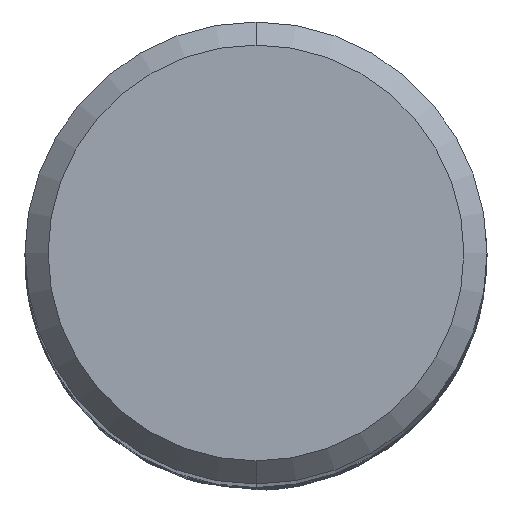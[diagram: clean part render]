
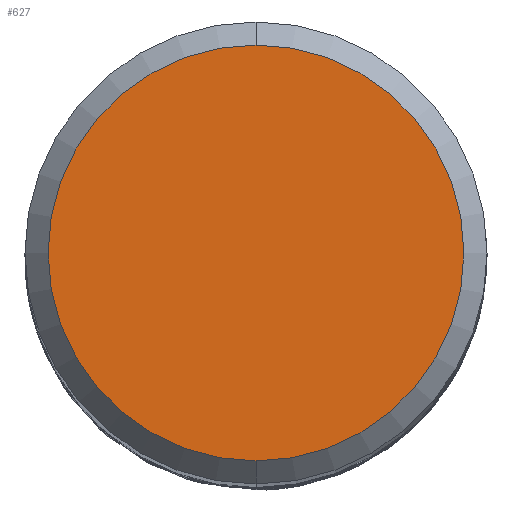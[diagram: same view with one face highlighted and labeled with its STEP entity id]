
A CAD part, top view. The second image highlights one B-rep face of the part: STEP entity #627.
In plain terms, the highlighted planar face has unit normal (0, 0, 1).
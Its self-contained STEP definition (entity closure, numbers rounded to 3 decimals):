
#627=ADVANCED_FACE('',(#1804),#1805,.T.);
#1153=EDGE_CURVE('',#1155,#1707,#2381,.T.);
#1155=VERTEX_POINT('',#2383);
#1537=EDGE_CURVE('',#1707,#1155,#2794,.T.);
#1707=VERTEX_POINT('',#2982);
#1804=FACE_OUTER_BOUND('',#3148,.T.);
#1805=PLANE('',#3149);
#2381=CIRCLE('',#10651,5.4);
#2383=CARTESIAN_POINT('',(0.,-5.4,0.0));
#2794=CIRCLE('',#15039,5.4);
#2982=CARTESIAN_POINT('',(0.0,5.4,0.0));
#3148=EDGE_LOOP('',(#17896,#17897));
#3149=AXIS2_PLACEMENT_3D('',#17898,#17899,#17900);
#10651=AXIS2_PLACEMENT_3D('',#18486,#18487,#18488);
#15039=AXIS2_PLACEMENT_3D('',#18836,#18837,#18838);
#17896=ORIENTED_EDGE('',*,*,#1537,.F.);
#17897=ORIENTED_EDGE('',*,*,#1153,.F.);
#17898=CARTESIAN_POINT('',(0.0,2.7,0.0));
#17899=DIRECTION('',(-0.0,0.0,1.0));
#17900=DIRECTION('',(0.0,-1.0,0.0));
#18486=CARTESIAN_POINT('',(0.0,0.0,0.0));
#18487=DIRECTION('',(0.0,0.0,-1.0));
#18488=DIRECTION('',(0.0,1.0,0.0));
#18836=CARTESIAN_POINT('',(0.0,0.0,0.0));
#18837=DIRECTION('',(0.0,0.0,-1.0));
#18838=DIRECTION('',(0.0,1.0,0.0));
